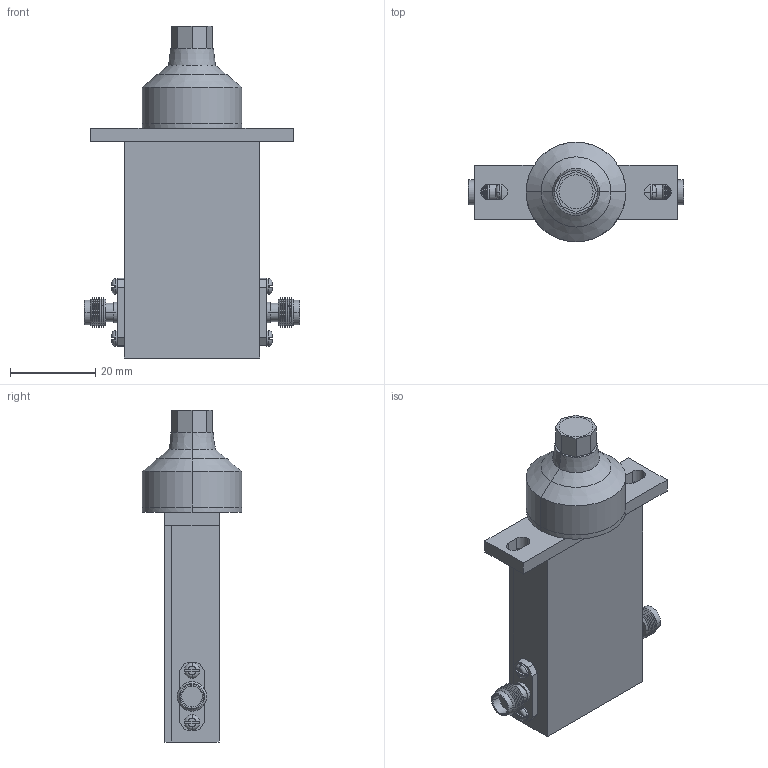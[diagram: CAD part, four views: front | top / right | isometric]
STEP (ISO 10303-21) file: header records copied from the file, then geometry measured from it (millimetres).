
FILE_DESCRIPTION (( 'STEP AP203' ), '1' );
FILE_NAME ('FMAT7435-50_3D.STEP', '2022-03-03T11:43:50', ( '' ), ( '' ), 'SwSTEP 2.0', 'SolidWorks 2021', '' );
FILE_SCHEMA (( 'CONFIG_CONTROL_DESIGN' ));
Length unit declared in the file: millimetre
Products named in the file (1): FMAT7435-50_3D
Bounding box: 50.6 x 23.4 x 78 mm (x, y, z)
Volume: 29016.6 mm3; surface area: 14645.1 mm2
Topology: 16 solids, 16 shells, 559 faces, 1304 edges, 793 vertices
Faces by surface type: plane 293, cylinder 134, cone 124, torus 8
Entity records: 15755 total; most frequent: DIRECTION 2806, CARTESIAN_POINT 2719, ORIENTED_EDGE 2572, EDGE_CURVE 1286, AXIS2_PLACEMENT_3D 976, VECTOR 854, LINE 854, VERTEX_POINT 793
